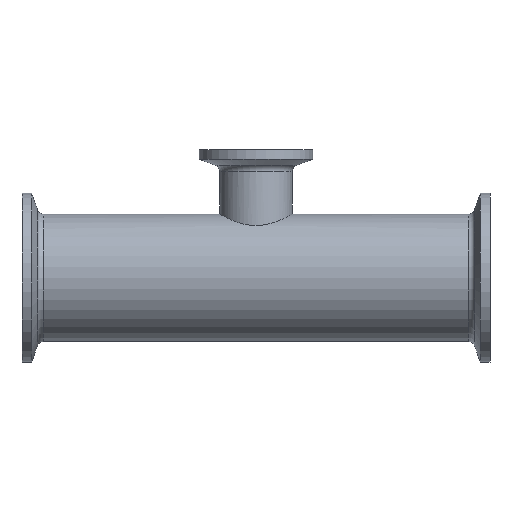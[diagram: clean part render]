
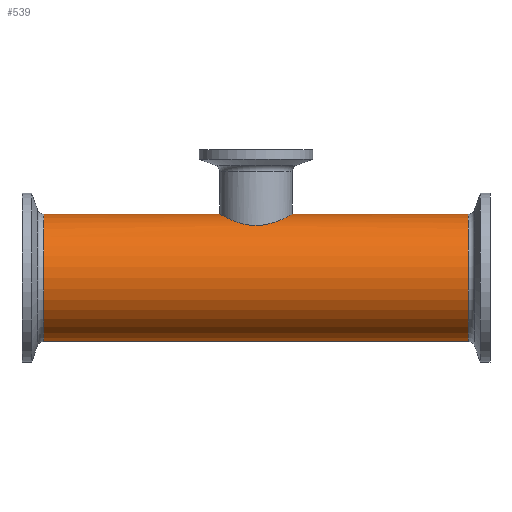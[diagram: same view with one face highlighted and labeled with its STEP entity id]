
A CAD part, front view. The second image highlights one B-rep face of the part: STEP entity #539.
In plain terms, the highlighted cylindrical face has radius 19.05 mm (diameter 38.1 mm), a full revolution.
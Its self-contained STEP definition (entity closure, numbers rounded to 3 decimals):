
#17=FACE_BOUND('',#131,.T.);
#29=B_SPLINE_CURVE_WITH_KNOTS('',3,(#900,#901,#902,#903,#904,#905,#906,
#907,#908,#909,#910,#911),.UNSPECIFIED.,.F.,.F.,(4,2,2,2,2,4),(0.,0.211,
0.421,0.842,1.261,1.68),
 .UNSPECIFIED.);
#30=B_SPLINE_CURVE_WITH_KNOTS('',3,(#912,#913,#914,#915,#916,#917,#918,
#919,#920,#921,#922,#923,#924,#925,#926,#927,#928,#929,#930,#931,#932,#933,
#934,#935,#936,#937,#938,#939,#940,#941,#942,#943),.UNSPECIFIED.,.F.,.F.,
(4,2,2,2,2,2,2,2,2,2,2,2,2,2,2,4),(1.68,2.099,2.518,
2.94,3.15,3.361,3.571,3.782,
4.203,4.622,5.041,5.46,5.879,
6.3,6.511,6.721),.UNSPECIFIED.);
#35=CYLINDRICAL_SURFACE('',#618,19.05);
#46=LINE('',#998,#62);
#62=VECTOR('',#763,19.05);
#94=FACE_OUTER_BOUND('',#130,.T.);
#130=EDGE_LOOP('',(#412,#413,#414,#415,#416,#417));
#131=EDGE_LOOP('',(#418,#419));
#176=CIRCLE('',#611,19.05);
#180=CIRCLE('',#615,19.05);
#182=CIRCLE('',#619,19.05);
#183=CIRCLE('',#620,19.05);
#222=VERTEX_POINT('',#897);
#223=VERTEX_POINT('',#899);
#235=VERTEX_POINT('',#981);
#236=VERTEX_POINT('',#982);
#240=VERTEX_POINT('',#995);
#241=VERTEX_POINT('',#996);
#278=EDGE_CURVE('',#223,#222,#29,.T.);
#279=EDGE_CURVE('',#222,#223,#30,.T.);
#297=EDGE_CURVE('',#235,#236,#176,.T.);
#301=EDGE_CURVE('',#236,#235,#180,.T.);
#304=EDGE_CURVE('',#240,#241,#182,.T.);
#305=EDGE_CURVE('',#240,#235,#46,.T.);
#306=EDGE_CURVE('',#241,#240,#183,.T.);
#412=ORIENTED_EDGE('',*,*,#304,.F.);
#413=ORIENTED_EDGE('',*,*,#305,.T.);
#414=ORIENTED_EDGE('',*,*,#301,.F.);
#415=ORIENTED_EDGE('',*,*,#297,.F.);
#416=ORIENTED_EDGE('',*,*,#305,.F.);
#417=ORIENTED_EDGE('',*,*,#306,.F.);
#418=ORIENTED_EDGE('',*,*,#278,.T.);
#419=ORIENTED_EDGE('',*,*,#279,.T.);
#539=ADVANCED_FACE('',(#94,#17),#35,.T.);
#611=AXIS2_PLACEMENT_3D('',#983,#744,#745);
#615=AXIS2_PLACEMENT_3D('',#989,#752,#753);
#618=AXIS2_PLACEMENT_3D('',#994,#759,#760);
#619=AXIS2_PLACEMENT_3D('',#997,#761,#762);
#620=AXIS2_PLACEMENT_3D('',#999,#764,#765);
#744=DIRECTION('center_axis',(-1.,0.,0.));
#745=DIRECTION('ref_axis',(0.,1.,0.));
#752=DIRECTION('center_axis',(-1.,0.,0.));
#753=DIRECTION('ref_axis',(0.,1.,0.));
#759=DIRECTION('center_axis',(1.,0.,0.));
#760=DIRECTION('ref_axis',(0.,1.,0.));
#761=DIRECTION('center_axis',(1.,0.,0.));
#762=DIRECTION('ref_axis',(0.,-1.,0.));
#763=DIRECTION('',(-1.,0.,0.));
#764=DIRECTION('center_axis',(1.,0.,0.));
#765=DIRECTION('ref_axis',(0.,-1.,0.));
#897=CARTESIAN_POINT('',(-10.85,0.,19.05));
#899=CARTESIAN_POINT('',(0.,-10.85,15.658));
#900=CARTESIAN_POINT('Ctrl Pts',(0.,-10.85,15.658));
#901=CARTESIAN_POINT('Ctrl Pts',(-0.702,-10.85,15.658));
#902=CARTESIAN_POINT('Ctrl Pts',(-1.42,-10.781,15.707));
#903=CARTESIAN_POINT('Ctrl Pts',(-2.836,-10.498,15.897));
#904=CARTESIAN_POINT('Ctrl Pts',(-3.533,-10.284,16.039));
#905=CARTESIAN_POINT('Ctrl Pts',(-5.527,-9.447,16.555));
#906=CARTESIAN_POINT('Ctrl Pts',(-6.724,-8.62,17.02));
#907=CARTESIAN_POINT('Ctrl Pts',(-8.615,-6.729,17.852));
#908=CARTESIAN_POINT('Ctrl Pts',(-9.446,-5.53,18.281));
#909=CARTESIAN_POINT('Ctrl Pts',(-10.564,-2.865,18.883));
#910=CARTESIAN_POINT('Ctrl Pts',(-10.85,-1.397,19.05));
#911=CARTESIAN_POINT('Ctrl Pts',(-10.85,0.,19.05));
#912=CARTESIAN_POINT('Ctrl Pts',(-10.85,0.,19.05));
#913=CARTESIAN_POINT('Ctrl Pts',(-10.85,1.397,19.05));
#914=CARTESIAN_POINT('Ctrl Pts',(-10.564,2.865,18.883));
#915=CARTESIAN_POINT('Ctrl Pts',(-9.446,5.53,18.281));
#916=CARTESIAN_POINT('Ctrl Pts',(-8.615,6.729,17.852));
#917=CARTESIAN_POINT('Ctrl Pts',(-6.724,8.62,17.02));
#918=CARTESIAN_POINT('Ctrl Pts',(-5.527,9.447,16.555));
#919=CARTESIAN_POINT('Ctrl Pts',(-3.533,10.284,16.039));
#920=CARTESIAN_POINT('Ctrl Pts',(-2.836,10.498,15.897));
#921=CARTESIAN_POINT('Ctrl Pts',(-1.42,10.781,15.707));
#922=CARTESIAN_POINT('Ctrl Pts',(-0.702,10.85,15.658));
#923=CARTESIAN_POINT('Ctrl Pts',(0.702,10.85,15.658));
#924=CARTESIAN_POINT('Ctrl Pts',(1.42,10.781,15.707));
#925=CARTESIAN_POINT('Ctrl Pts',(2.836,10.498,15.897));
#926=CARTESIAN_POINT('Ctrl Pts',(3.533,10.284,16.039));
#927=CARTESIAN_POINT('Ctrl Pts',(5.527,9.447,16.555));
#928=CARTESIAN_POINT('Ctrl Pts',(6.724,8.62,17.02));
#929=CARTESIAN_POINT('Ctrl Pts',(8.615,6.729,17.852));
#930=CARTESIAN_POINT('Ctrl Pts',(9.446,5.53,18.281));
#931=CARTESIAN_POINT('Ctrl Pts',(10.564,2.865,18.883));
#932=CARTESIAN_POINT('Ctrl Pts',(10.85,1.397,19.05));
#933=CARTESIAN_POINT('Ctrl Pts',(10.85,-1.397,19.05));
#934=CARTESIAN_POINT('Ctrl Pts',(10.564,-2.865,18.883));
#935=CARTESIAN_POINT('Ctrl Pts',(9.446,-5.53,18.281));
#936=CARTESIAN_POINT('Ctrl Pts',(8.615,-6.729,17.852));
#937=CARTESIAN_POINT('Ctrl Pts',(6.724,-8.62,17.02));
#938=CARTESIAN_POINT('Ctrl Pts',(5.527,-9.447,16.555));
#939=CARTESIAN_POINT('Ctrl Pts',(3.533,-10.284,16.039));
#940=CARTESIAN_POINT('Ctrl Pts',(2.836,-10.498,15.897));
#941=CARTESIAN_POINT('Ctrl Pts',(1.42,-10.781,15.707));
#942=CARTESIAN_POINT('Ctrl Pts',(0.702,-10.85,15.658));
#943=CARTESIAN_POINT('Ctrl Pts',(0.,-10.85,15.658));
#981=CARTESIAN_POINT('',(-63.493,-19.05,0.));
#982=CARTESIAN_POINT('',(-63.493,0.,-19.05));
#983=CARTESIAN_POINT('Origin',(-63.493,0.,0.));
#989=CARTESIAN_POINT('Origin',(-63.493,0.,0.));
#994=CARTESIAN_POINT('Origin',(0.,0.,0.));
#995=CARTESIAN_POINT('',(63.493,-19.05,0.));
#996=CARTESIAN_POINT('',(63.493,0.,19.05));
#997=CARTESIAN_POINT('Origin',(63.493,0.,0.));
#998=CARTESIAN_POINT('',(0.,-19.05,0.));
#999=CARTESIAN_POINT('Origin',(63.493,0.,0.));
